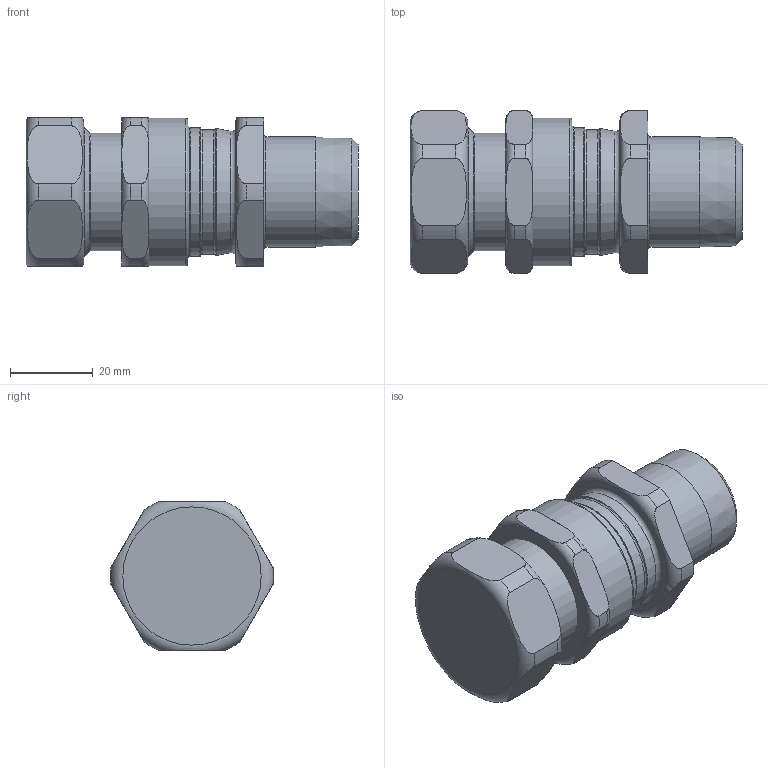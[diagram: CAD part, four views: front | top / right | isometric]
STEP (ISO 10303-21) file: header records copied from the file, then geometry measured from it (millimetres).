
FILE_DESCRIPTION(/* description */ (''),/* implementation_level */ '2;1');
FILE_NAME(/* name */ 'CSB 656N X B_3_4_NPT.stp',/* time_stamp */ '2021-04-20T00:45:56+05:00',/* author */ ('vinaykumark'),/* organization */ (''),/* preprocessor_version */ 'ST-DEVELOPER v18',/* originating_system */ 'Autodesk Inventor 2020',/* authorisation */ '');
FILE_SCHEMA (('AUTOMOTIVE_DESIGN { 1 0 10303 214 3 1 1 }'));
Length unit declared in the file: inch
Products named in the file (1): CSB 656N X B_3_4_NPT
Bounding box: 80.45 x 39.49 x 36 mm (x, y, z)
Volume: 96476.7 mm3; surface area: 22531.1 mm2
Topology: 6 solids, 6 shells, 258 faces, 734 edges, 509 vertices
Faces by surface type: plane 102, bspline 72, torus 39, cylinder 34, cone 11
Full cylindrical faces by diameter (mm): 19.8 x1, 20.2 x1, 23.5 x1, 23.8 x1, 25.9 x1, 26.6 x1, 26.67 x1, 28.4 x1, 29.1 x1, 30.2 x1, 31 x1, 31.2 x1, 33.24 x1, 35.7 x1
Entity records: 9908 total; most frequent: CARTESIAN_POINT 3111, ORIENTED_EDGE 1466, DIRECTION 1187, EDGE_CURVE 733, VERTEX_POINT 507, AXIS2_PLACEMENT_3D 445, LINE 297, VECTOR 297
